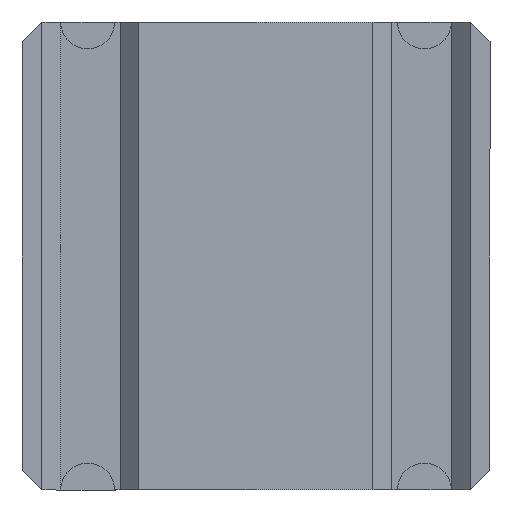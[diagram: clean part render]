
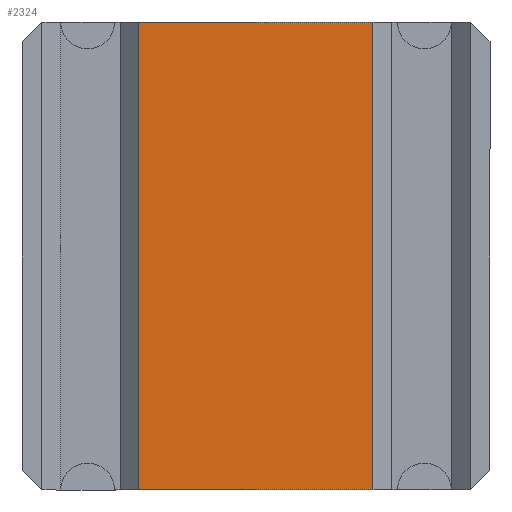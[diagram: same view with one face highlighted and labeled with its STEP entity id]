
A CAD part, front view. The second image highlights one B-rep face of the part: STEP entity #2324.
In plain terms, the highlighted planar face has unit normal (0, -1, 0).
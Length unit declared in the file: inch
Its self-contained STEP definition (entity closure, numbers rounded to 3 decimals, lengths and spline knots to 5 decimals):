
#327 = CARTESIAN_POINT ( 'NONE',  ( -0.05906, -0.08858, -0.11811 ) ) ;
#328 = CARTESIAN_POINT ( 'NONE',  ( -0.05906, -0.08858, 0.11811 ) ) ;
#331 = CARTESIAN_POINT ( 'NONE',  ( 0.05906, -0.08858, -0.11811 ) ) ;
#332 = CARTESIAN_POINT ( 'NONE',  ( 0.05906, -0.08858, 0.11811 ) ) ;
#1085 = VECTOR ( 'NONE', #5312, 39.37008 ) ;
#1123 = VECTOR ( 'NONE', #9149, 39.37008 ) ;
#1124 = VECTOR ( 'NONE', #9152, 39.37008 ) ;
#1132 = VECTOR ( 'NONE', #9250, 39.37008 ) ;
#1374 = DIRECTION ( 'NONE',  ( 0., 0., 1. ) ) ;
#1397 = DIRECTION ( 'NONE',  ( 0., 1., 0. ) ) ;
#1403 = PLANE ( 'NONE',  #7121 ) ;
#1436 = CARTESIAN_POINT ( 'NONE',  ( -0.11811, -0.08858, 0.11811 ) ) ;
#2324 = ADVANCED_FACE ( 'NONE', ( #7076 ), #1403, .F. ) ;
#2762 = VERTEX_POINT ( 'NONE', #327 ) ;
#2763 = VERTEX_POINT ( 'NONE', #328 ) ;
#2766 = VERTEX_POINT ( 'NONE', #331 ) ;
#2767 = VERTEX_POINT ( 'NONE', #332 ) ;
#4767 = EDGE_LOOP ( 'NONE', ( #6406, #6416, #6420, #6413 ) ) ;
#5310 = LINE ( 'NONE', #5311, #1085 ) ;
#5311 = CARTESIAN_POINT ( 'NONE',  ( 0.05906, -0.08858, -0.11811 ) ) ;
#5312 = DIRECTION ( 'NONE',  ( 0., 0., 1. ) ) ;
#6406 = ORIENTED_EDGE ( 'NONE', *, *, #7353, .F. ) ;
#6413 = ORIENTED_EDGE ( 'NONE', *, *, #7307, .T. ) ;
#6416 = ORIENTED_EDGE ( 'NONE', *, *, #7367, .F. ) ;
#6420 = ORIENTED_EDGE ( 'NONE', *, *, #7352, .F. ) ;
#7076 = FACE_OUTER_BOUND ( 'NONE', #4767, .T. ) ;
#7121 = AXIS2_PLACEMENT_3D ( 'NONE', #1436, #1397, #1374 ) ;
#7307 = EDGE_CURVE ( 'NONE', #2766, #2767, #5310, .T. ) ;
#7352 = EDGE_CURVE ( 'NONE', #2766, #2762, #9147, .T. ) ;
#7353 = EDGE_CURVE ( 'NONE', #2763, #2767, #9150, .T. ) ;
#7367 = EDGE_CURVE ( 'NONE', #2762, #2763, #9248, .T. ) ;
#9147 = LINE ( 'NONE', #9148, #1123 ) ;
#9148 = CARTESIAN_POINT ( 'NONE',  ( -0.10811, -0.08858, -0.11811 ) ) ;
#9149 = DIRECTION ( 'NONE',  ( -1., 0., 0. ) ) ;
#9150 = LINE ( 'NONE', #9151, #1124 ) ;
#9151 = CARTESIAN_POINT ( 'NONE',  ( -0.10811, -0.08858, 0.11811 ) ) ;
#9152 = DIRECTION ( 'NONE',  ( 1., 0., 0. ) ) ;
#9248 = LINE ( 'NONE', #9249, #1132 ) ;
#9249 = CARTESIAN_POINT ( 'NONE',  ( -0.05906, -0.08858, -0.11811 ) ) ;
#9250 = DIRECTION ( 'NONE',  ( 0., 0., 1. ) ) ;
